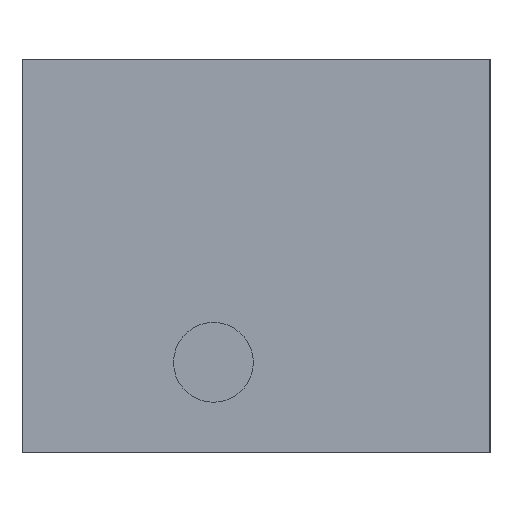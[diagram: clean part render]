
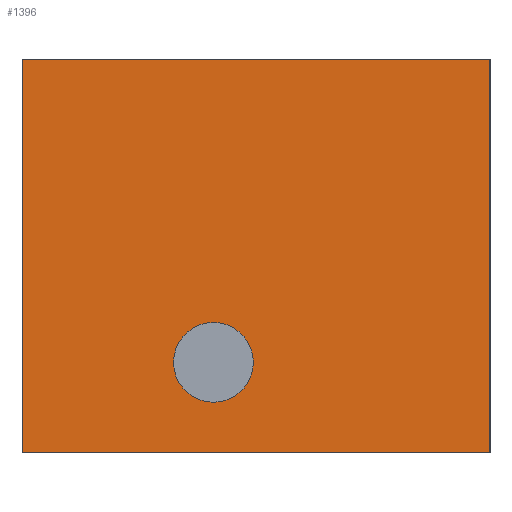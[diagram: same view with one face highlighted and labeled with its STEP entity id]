
A CAD part, left-side view. The second image highlights one B-rep face of the part: STEP entity #1396.
In plain terms, the highlighted planar face has unit normal (-1, 0, 0).
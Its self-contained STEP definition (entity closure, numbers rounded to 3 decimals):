
#24 = CARTESIAN_POINT ( 'NONE',  ( 0., 8.8, 7.4 ) ) ;
#76 = AXIS2_PLACEMENT_3D ( 'NONE', #935, #904, #668 ) ;
#81 = LINE ( 'NONE', #473, #1425 ) ;
#94 = AXIS2_PLACEMENT_3D ( 'NONE', #750, #1252, #634 ) ;
#138 = DIRECTION ( 'NONE',  ( 1., 0., 0. ) ) ;
#159 = VERTEX_POINT ( 'NONE', #24 ) ;
#192 = VERTEX_POINT ( 'NONE', #246 ) ;
#214 = CARTESIAN_POINT ( 'NONE',  ( 0., 8.8, 7.4 ) ) ;
#216 = DIRECTION ( 'NONE',  ( 0., 0., -1. ) ) ;
#246 = CARTESIAN_POINT ( 'NONE',  ( 0., 8.8, 0. ) ) ;
#254 = FACE_OUTER_BOUND ( 'NONE', #526, .T. ) ;
#281 = CARTESIAN_POINT ( 'NONE',  ( 0., 0., 7.4 ) ) ;
#347 = DIRECTION ( 'NONE',  ( 0., 0., -1. ) ) ;
#363 = CARTESIAN_POINT ( 'NONE',  ( 0., 5.2, 2.45 ) ) ;
#393 = VERTEX_POINT ( 'NONE', #585 ) ;
#419 = CARTESIAN_POINT ( 'NONE',  ( 0., 0., 0. ) ) ;
#473 = CARTESIAN_POINT ( 'NONE',  ( 0., 0., 7.4 ) ) ;
#488 = CARTESIAN_POINT ( 'NONE',  ( 0., 0., 0. ) ) ;
#521 = DIRECTION ( 'NONE',  ( 0., 0., -1. ) ) ;
#526 = EDGE_LOOP ( 'NONE', ( #1079, #955, #608, #1468 ) ) ;
#541 = CIRCLE ( 'NONE', #76, 0.75 ) ;
#585 = CARTESIAN_POINT ( 'NONE',  ( 0., 5.2, 0.95 ) ) ;
#608 = ORIENTED_EDGE ( 'NONE', *, *, #1336, .F. ) ;
#618 = CARTESIAN_POINT ( 'NONE',  ( 0., 0., 7.4 ) ) ;
#623 = ORIENTED_EDGE ( 'NONE', *, *, #1435, .F. ) ;
#634 = DIRECTION ( 'NONE',  ( 0., 0., 1. ) ) ;
#668 = DIRECTION ( 'NONE',  ( 0., 0., 1. ) ) ;
#711 = EDGE_CURVE ( 'NONE', #1205, #393, #541, .T. ) ;
#750 = CARTESIAN_POINT ( 'NONE',  ( 0., 5.2, 1.7 ) ) ;
#760 = LINE ( 'NONE', #419, #1452 ) ;
#769 = FACE_BOUND ( 'NONE', #843, .T. ) ;
#818 = EDGE_CURVE ( 'NONE', #1266, #1256, #81, .T. ) ;
#843 = EDGE_LOOP ( 'NONE', ( #887, #623 ) ) ;
#887 = ORIENTED_EDGE ( 'NONE', *, *, #711, .F. ) ;
#895 = DIRECTION ( 'NONE',  ( 0., -1., 0. ) ) ;
#904 = DIRECTION ( 'NONE',  ( -1., 0., 0. ) ) ;
#935 = CARTESIAN_POINT ( 'NONE',  ( 0., 5.2, 1.7 ) ) ;
#948 = AXIS2_PLACEMENT_3D ( 'NONE', #1041, #138, #521 ) ;
#955 = ORIENTED_EDGE ( 'NONE', *, *, #818, .F. ) ;
#1018 = DIRECTION ( 'NONE',  ( 0., -1., 0. ) ) ;
#1041 = CARTESIAN_POINT ( 'NONE',  ( 0., 0., 7.4 ) ) ;
#1079 = ORIENTED_EDGE ( 'NONE', *, *, #1412, .T. ) ;
#1108 = VECTOR ( 'NONE', #347, 1000. ) ;
#1163 = PLANE ( 'NONE',  #948 ) ;
#1167 = VECTOR ( 'NONE', #895, 1000. ) ;
#1192 = EDGE_CURVE ( 'NONE', #159, #192, #1545, .T. ) ;
#1205 = VERTEX_POINT ( 'NONE', #363 ) ;
#1252 = DIRECTION ( 'NONE',  ( -1., 0., 0. ) ) ;
#1256 = VERTEX_POINT ( 'NONE', #488 ) ;
#1266 = VERTEX_POINT ( 'NONE', #618 ) ;
#1336 = EDGE_CURVE ( 'NONE', #159, #1266, #1400, .T. ) ;
#1396 = ADVANCED_FACE ( 'NONE', ( #769, #254 ), #1163, .F. ) ;
#1400 = LINE ( 'NONE', #281, #1167 ) ;
#1412 = EDGE_CURVE ( 'NONE', #192, #1256, #760, .T. ) ;
#1425 = VECTOR ( 'NONE', #216, 1000. ) ;
#1435 = EDGE_CURVE ( 'NONE', #393, #1205, #1473, .T. ) ;
#1452 = VECTOR ( 'NONE', #1018, 1000. ) ;
#1468 = ORIENTED_EDGE ( 'NONE', *, *, #1192, .T. ) ;
#1473 = CIRCLE ( 'NONE', #94, 0.75 ) ;
#1545 = LINE ( 'NONE', #214, #1108 ) ;
